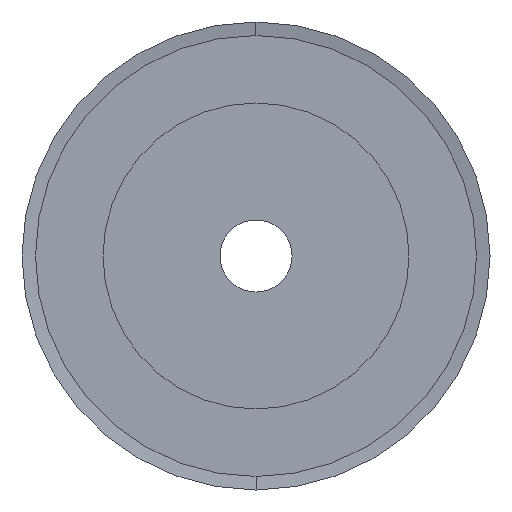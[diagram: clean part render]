
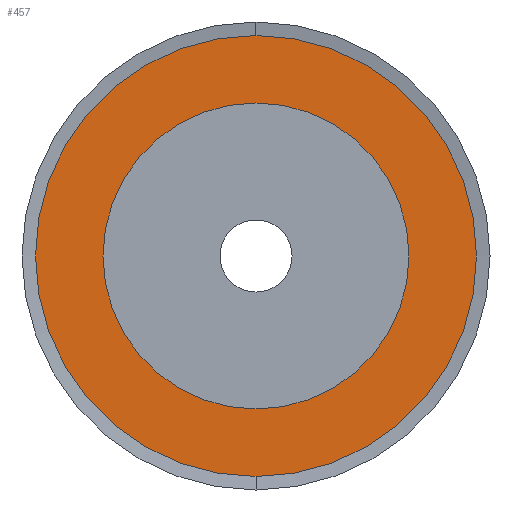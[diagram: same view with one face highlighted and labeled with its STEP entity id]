
A CAD part, left-side view. The second image highlights one B-rep face of the part: STEP entity #457.
In plain terms, the highlighted planar face has unit normal (-1, 0, 0).
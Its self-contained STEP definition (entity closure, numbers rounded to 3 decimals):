
#457=ADVANCED_FACE('',(#917,#918),#919,.T.);
#917=FACE_OUTER_BOUND('',#1376,.T.);
#918=FACE_BOUND('',#1377,.T.);
#919=PLANE('',#1378);
#1376=EDGE_LOOP('',(#2773,#2774));
#1377=EDGE_LOOP('',(#2775,#2776));
#1378=AXIS2_PLACEMENT_3D('',#2777,#2778,#2779);
#2773=ORIENTED_EDGE('',*,*,#3376,.F.);
#2774=ORIENTED_EDGE('',*,*,#2835,.F.);
#2775=ORIENTED_EDGE('',*,*,#2840,.T.);
#2776=ORIENTED_EDGE('',*,*,#3373,.T.);
#2777=CARTESIAN_POINT('',(-15.75,0.0,-20.75));
#2778=DIRECTION('',(-1.0,0.0,0.0));
#2779=DIRECTION('',(0.0,0.0,1.0));
#2835=EDGE_CURVE('',#3407,#3404,#3409,.T.);
#2840=EDGE_CURVE('',#3412,#3416,#3418,.T.);
#3373=EDGE_CURVE('',#3416,#3412,#4211,.T.);
#3376=EDGE_CURVE('',#3404,#3407,#4214,.T.);
#3404=VERTEX_POINT('',#4246);
#3407=VERTEX_POINT('',#4250);
#3409=CIRCLE('',#4253,24.5);
#3412=VERTEX_POINT('',#4256);
#3416=VERTEX_POINT('',#4261);
#3418=CIRCLE('',#4264,17.0);
#4211=CIRCLE('',#5250,17.0);
#4214=CIRCLE('',#5253,24.5);
#4246=CARTESIAN_POINT('',(-15.75,0.0,-24.5));
#4250=CARTESIAN_POINT('',(-15.75,0.,24.5));
#4253=AXIS2_PLACEMENT_3D('',#5283,#5284,#5285);
#4256=CARTESIAN_POINT('',(-15.75,0.0,-17.0));
#4261=CARTESIAN_POINT('',(-15.75,0.,17.0));
#4264=AXIS2_PLACEMENT_3D('',#5291,#5292,#5293);
#5250=AXIS2_PLACEMENT_3D('',#6090,#6091,#6092);
#5253=AXIS2_PLACEMENT_3D('',#6096,#6097,#6098);
#5283=CARTESIAN_POINT('',(-15.75,0.0,0.0));
#5284=DIRECTION('',(1.0,0.0,0.0));
#5285=DIRECTION('',(0.0,0.0,-1.0));
#5291=CARTESIAN_POINT('',(-15.75,0.0,0.0));
#5292=DIRECTION('',(1.0,0.0,0.0));
#5293=DIRECTION('',(0.0,0.0,-1.0));
#6090=CARTESIAN_POINT('',(-15.75,0.0,0.0));
#6091=DIRECTION('',(1.0,0.0,0.0));
#6092=DIRECTION('',(0.0,0.0,-1.0));
#6096=CARTESIAN_POINT('',(-15.75,0.0,0.0));
#6097=DIRECTION('',(1.0,0.0,0.0));
#6098=DIRECTION('',(0.0,0.0,-1.0));
